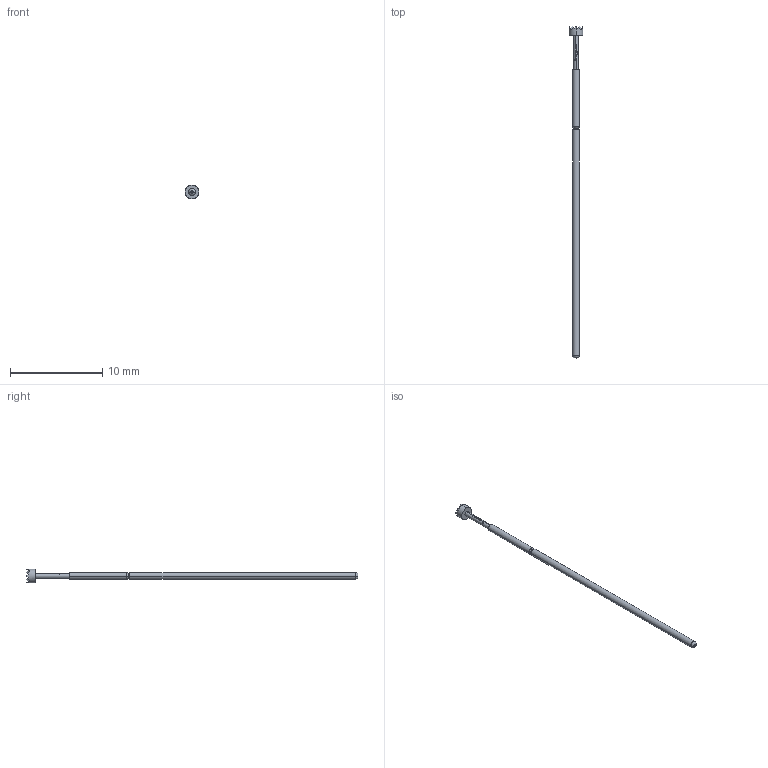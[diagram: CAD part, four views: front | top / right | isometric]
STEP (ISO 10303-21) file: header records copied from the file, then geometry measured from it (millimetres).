
FILE_DESCRIPTION (( 'STEP AP203' ), '1' );
FILE_NAME ('INGUN_GKS-051_306_150_A_xx00.STEP', '2025-06-11T11:27:12', ( '' ), ( '' ), 'SwSTEP 2.0', 'SolidWorks 2023', '' );
FILE_SCHEMA (( 'CONFIG_CONTROL_DESIGN' ));
Length unit declared in the file: millimetre
Products named in the file (1): INGUN_GKS-051_306_150_A_xx00
Bounding box: 1.5 x 36 x 1.5 mm (x, y, z)
Volume: 15.9 mm3; surface area: 88.9 mm2
Topology: 1 solids, 1 shells, 155 faces, 370 edges, 221 vertices
Faces by surface type: plane 98, cylinder 29, bspline 22, torus 6
Entity records: 5362 total; most frequent: CARTESIAN_POINT 2280, ORIENTED_EDGE 740, DIRECTION 436, EDGE_CURVE 370, VERTEX_POINT 221, B_SPLINE_CURVE_WITH_KNOTS 192, AXIS2_PLACEMENT_3D 162, EDGE_LOOP 159
